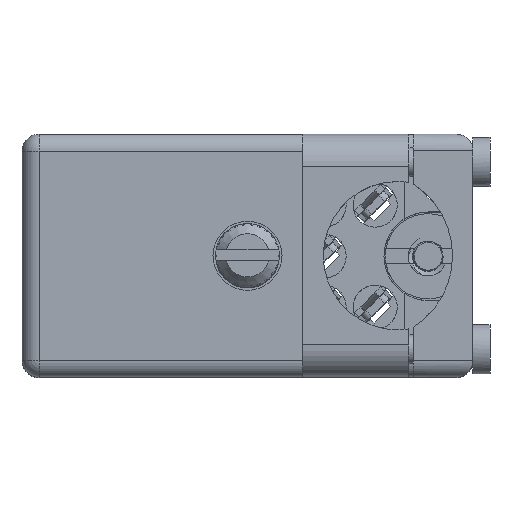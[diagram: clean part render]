
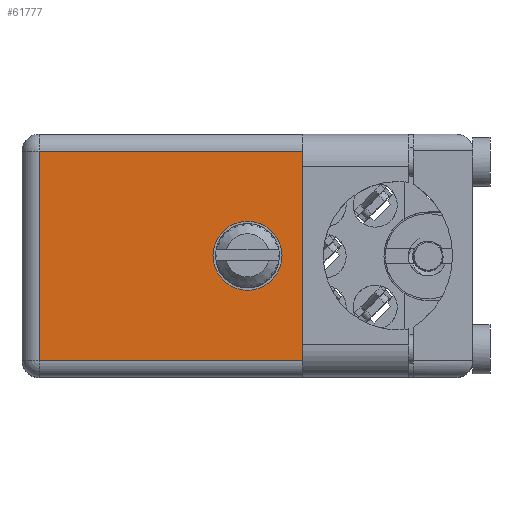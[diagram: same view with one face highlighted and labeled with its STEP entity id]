
A CAD part, top view. The second image highlights one B-rep face of the part: STEP entity #61777.
In plain terms, the highlighted face is planar.
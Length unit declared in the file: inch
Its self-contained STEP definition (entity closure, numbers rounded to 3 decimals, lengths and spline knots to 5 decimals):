
#1237 = DIRECTION ( 'NONE',  ( 0., 0., 1. ) ) ;
#3081 = ORIENTED_EDGE ( 'NONE', *, *, #40298, .T. ) ;
#4425 = LINE ( 'NONE', #94855, #129977 ) ;
#4666 = EDGE_CURVE ( 'NONE', #39825, #47947, #97326, .T. ) ;
#5278 = CARTESIAN_POINT ( 'NONE',  ( 1.15, 0.906, -0.715 ) ) ;
#6107 = VERTEX_POINT ( 'NONE', #44866 ) ;
#6522 = EDGE_CURVE ( 'NONE', #16699, #150265, #190914, .T. ) ;
#7261 = DIRECTION ( 'NONE',  ( 0., 1., 0. ) ) ;
#7718 = VERTEX_POINT ( 'NONE', #184416 ) ;
#11596 = DIRECTION ( 'NONE',  ( -1., 0., 0. ) ) ;
#13678 = DIRECTION ( 'NONE',  ( -1., 0., 0. ) ) ;
#15993 = CARTESIAN_POINT ( 'NONE',  ( 1.15, 0.906, -0.715 ) ) ;
#16699 = VERTEX_POINT ( 'NONE', #59929 ) ;
#18330 = VECTOR ( 'NONE', #1237, 39.37008 ) ;
#18455 = DIRECTION ( 'NONE',  ( 0., 1., 0. ) ) ;
#22084 = ORIENTED_EDGE ( 'NONE', *, *, #6522, .T. ) ;
#27156 = EDGE_CURVE ( 'NONE', #50806, #81507, #150620, .T. ) ;
#27965 = ORIENTED_EDGE ( 'NONE', *, *, #27156, .F. ) ;
#30045 = AXIS2_PLACEMENT_3D ( 'NONE', #153084, #18455, #138334 ) ;
#30133 = VECTOR ( 'NONE', #13678, 39.37008 ) ;
#32097 = EDGE_CURVE ( 'NONE', #50806, #6107, #87227, .T. ) ;
#34026 = EDGE_CURVE ( 'NONE', #145610, #7718, #112074, .T. ) ;
#39825 = VERTEX_POINT ( 'NONE', #45007 ) ;
#40298 = EDGE_CURVE ( 'NONE', #6107, #39825, #4425, .T. ) ;
#43504 = VECTOR ( 'NONE', #97617, 39.37008 ) ;
#44866 = CARTESIAN_POINT ( 'NONE',  ( 0.05, 0.906, -0.665 ) ) ;
#45007 = CARTESIAN_POINT ( 'NONE',  ( 0.05, 0.906, -0.05 ) ) ;
#47947 = VERTEX_POINT ( 'NONE', #179649 ) ;
#48135 = EDGE_CURVE ( 'NONE', #7718, #145610, #155621, .T. ) ;
#50806 = VERTEX_POINT ( 'NONE', #54730 ) ;
#54730 = CARTESIAN_POINT ( 'NONE',  ( 1.15, 0.906, -0.665 ) ) ;
#58724 = EDGE_LOOP ( 'NONE', ( #159001, #176265 ) ) ;
#59929 = CARTESIAN_POINT ( 'NONE',  ( 0.865, 0.906, -0.1125 ) ) ;
#61585 = FACE_BOUND ( 'NONE', #58724, .T. ) ;
#61777 = ADVANCED_FACE ( 'NONE', ( #163834, #61585 ), #75346, .T. ) ;
#65304 = ORIENTED_EDGE ( 'NONE', *, *, #32097, .T. ) ;
#67411 = CARTESIAN_POINT ( 'NONE',  ( 0.6625, 0.906, -0.459 ) ) ;
#71925 = CARTESIAN_POINT ( 'NONE',  ( 0.865, 0.906, -0.1125 ) ) ;
#75346 = PLANE ( 'NONE',  #136852 ) ;
#79930 = VECTOR ( 'NONE', #99538, 39.37008 ) ;
#81507 = VERTEX_POINT ( 'NONE', #123305 ) ;
#85284 = VERTEX_POINT ( 'NONE', #133641 ) ;
#87227 = LINE ( 'NONE', #102973, #184375 ) ;
#88351 = LINE ( 'NONE', #148316, #30133 ) ;
#91951 = VECTOR ( 'NONE', #129713, 39.37008 ) ;
#93311 = EDGE_CURVE ( 'NONE', #85284, #16699, #88351, .T. ) ;
#94855 = CARTESIAN_POINT ( 'NONE',  ( 0.05, 0.906, -0.715 ) ) ;
#97326 = LINE ( 'NONE', #157279, #91951 ) ;
#97617 = DIRECTION ( 'NONE',  ( 0., 0., 1. ) ) ;
#99538 = DIRECTION ( 'NONE',  ( 0., 0., -1. ) ) ;
#102973 = CARTESIAN_POINT ( 'NONE',  ( 0., 0.906, -0.665 ) ) ;
#106371 = EDGE_CURVE ( 'NONE', #85284, #47947, #158528, .T. ) ;
#106829 = DIRECTION ( 'NONE',  ( 0., 1., 0. ) ) ;
#112074 = CIRCLE ( 'NONE', #121624, 0.1015 ) ;
#116185 = CARTESIAN_POINT ( 'NONE',  ( 0.865, 0.906, -0.6025 ) ) ;
#121624 = AXIS2_PLACEMENT_3D ( 'NONE', #156654, #7261, #171421 ) ;
#123305 = CARTESIAN_POINT ( 'NONE',  ( 1.15, 0.906, -0.6025 ) ) ;
#123372 = DIRECTION ( 'NONE',  ( 0., 0., 1. ) ) ;
#129713 = DIRECTION ( 'NONE',  ( 1., 0., 0. ) ) ;
#129977 = VECTOR ( 'NONE', #123372, 39.37008 ) ;
#133641 = CARTESIAN_POINT ( 'NONE',  ( 1.15, 0.906, -0.1125 ) ) ;
#136852 = AXIS2_PLACEMENT_3D ( 'NONE', #181531, #106829, #165765 ) ;
#138334 = DIRECTION ( 'NONE',  ( 0., 0., 1. ) ) ;
#141786 = ORIENTED_EDGE ( 'NONE', *, *, #93311, .T. ) ;
#145610 = VERTEX_POINT ( 'NONE', #67411 ) ;
#148316 = CARTESIAN_POINT ( 'NONE',  ( 0.865, 0.906, -0.1125 ) ) ;
#150265 = VERTEX_POINT ( 'NONE', #116185 ) ;
#150620 = LINE ( 'NONE', #15993, #18330 ) ;
#153084 = CARTESIAN_POINT ( 'NONE',  ( 0.6625, 0.906, -0.3575 ) ) ;
#153963 = ORIENTED_EDGE ( 'NONE', *, *, #179814, .T. ) ;
#155621 = CIRCLE ( 'NONE', #30045, 0.1015 ) ;
#156654 = CARTESIAN_POINT ( 'NONE',  ( 0.6625, 0.906, -0.3575 ) ) ;
#157279 = CARTESIAN_POINT ( 'NONE',  ( 1.15, 0.906, -0.05 ) ) ;
#158528 = LINE ( 'NONE', #5278, #43504 ) ;
#159001 = ORIENTED_EDGE ( 'NONE', *, *, #48135, .F. ) ;
#163535 = EDGE_LOOP ( 'NONE', ( #3081, #179677, #184114, #141786, #22084, #153963, #27965, #65304 ) ) ;
#163834 = FACE_OUTER_BOUND ( 'NONE', #163535, .T. ) ;
#165765 = DIRECTION ( 'NONE',  ( 0., 0., 1. ) ) ;
#171348 = CARTESIAN_POINT ( 'NONE',  ( 0.865, 0.906, -0.6025 ) ) ;
#171421 = DIRECTION ( 'NONE',  ( 0., 0., 1. ) ) ;
#176265 = ORIENTED_EDGE ( 'NONE', *, *, #34026, .F. ) ;
#179649 = CARTESIAN_POINT ( 'NONE',  ( 1.15, 0.906, -0.05 ) ) ;
#179677 = ORIENTED_EDGE ( 'NONE', *, *, #4666, .T. ) ;
#179814 = EDGE_CURVE ( 'NONE', #150265, #81507, #188977, .T. ) ;
#181531 = CARTESIAN_POINT ( 'NONE',  ( 0., 0.906, -0.715 ) ) ;
#182531 = VECTOR ( 'NONE', #187066, 39.37008 ) ;
#184114 = ORIENTED_EDGE ( 'NONE', *, *, #106371, .F. ) ;
#184375 = VECTOR ( 'NONE', #11596, 39.37008 ) ;
#184416 = CARTESIAN_POINT ( 'NONE',  ( 0.6625, 0.906, -0.256 ) ) ;
#187066 = DIRECTION ( 'NONE',  ( 1., 0., 0. ) ) ;
#188977 = LINE ( 'NONE', #171348, #182531 ) ;
#190914 = LINE ( 'NONE', #71925, #79930 ) ;
